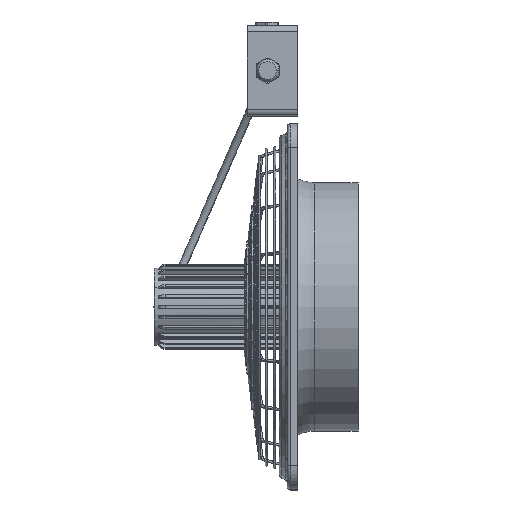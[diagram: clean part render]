
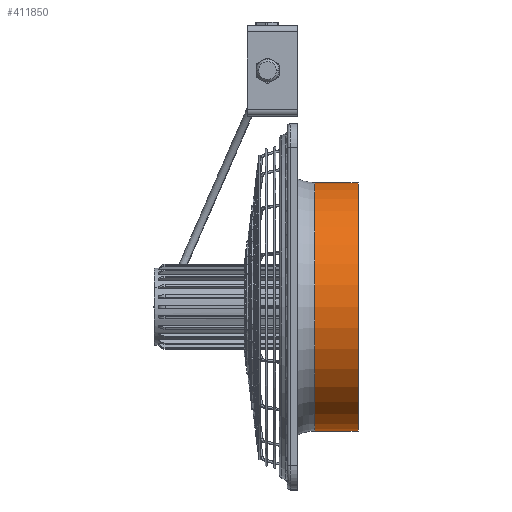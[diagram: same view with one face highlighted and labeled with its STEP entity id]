
A CAD part, top view. The second image highlights one B-rep face of the part: STEP entity #411850.
In plain terms, the highlighted cylindrical face has radius 158 mm (diameter 316 mm), a partial arc.
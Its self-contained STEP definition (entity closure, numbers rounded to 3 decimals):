
#22920=CARTESIAN_POINT('',(69.9,72.439,
0.));
#22930=VERTEX_POINT('',#22920);
#22960=CARTESIAN_POINT('',(69.9,-85.561,0.));
#22970=DIRECTION('',(1.,-0.,-0.));
#22980=DIRECTION('',(0.,0.,1.));
#22990=AXIS2_PLACEMENT_3D('',#22960,#22970,#22980);
#23000=CIRCLE('',#22990,158.);
#23010=CARTESIAN_POINT('',(69.9,-243.561,
0.));
#23020=VERTEX_POINT('',#23010);
#23030=EDGE_CURVE('',#22930,#23020,#23000,.T.);
#68830=CARTESIAN_POINT('',(97.5,-243.561,0.));
#68840=DIRECTION('',(-1.,0.,0.));
#68850=VECTOR('',#68840,1.);
#68860=LINE('',#68830,#68850);
#68870=CARTESIAN_POINT('',(125.1,-243.561,0.));
#68880=VERTEX_POINT('',#68870);
#68890=EDGE_CURVE('',#68880,#23020,#68860,.T.);
#68910=CARTESIAN_POINT('',(125.1,-85.561,0.));
#68920=DIRECTION('',(1.,-0.,-0.));
#68930=DIRECTION('',(0.,-1.,0.));
#68940=AXIS2_PLACEMENT_3D('',#68910,#68920,#68930);
#68950=CIRCLE('',#68940,158.);
#68960=CARTESIAN_POINT('',(125.1,72.439,
0.));
#68970=VERTEX_POINT('',#68960);
#69000=CARTESIAN_POINT('',(97.5,72.439,
0.));
#69010=DIRECTION('',(-1.,0.,0.));
#69020=VECTOR('',#69010,1.);
#69030=LINE('',#69000,#69020);
#69040=EDGE_CURVE('',#68970,#22930,#69030,.T.);
#107740=EDGE_CURVE('',#68970,#68880,#68950,.T.);
#411740=CARTESIAN_POINT('',(97.5,-85.561,0.));
#411750=DIRECTION('',(-1.,0.,0.));
#411760=DIRECTION('',(0.,-1.,0.));
#411770=AXIS2_PLACEMENT_3D('',#411740,#411750,#411760);
#411780=CYLINDRICAL_SURFACE('',#411770,158.);
#411790=ORIENTED_EDGE('',*,*,#23030,.T.);
#411800=ORIENTED_EDGE('',*,*,#69040,.T.);
#411810=ORIENTED_EDGE('',*,*,#107740,.F.);
#411820=ORIENTED_EDGE('',*,*,#68890,.F.);
#411830=EDGE_LOOP('',(#411820,#411810,#411800,#411790));
#411840=FACE_OUTER_BOUND('',#411830,.T.);
#411850=ADVANCED_FACE('',(#411840),#411780,.T.);
